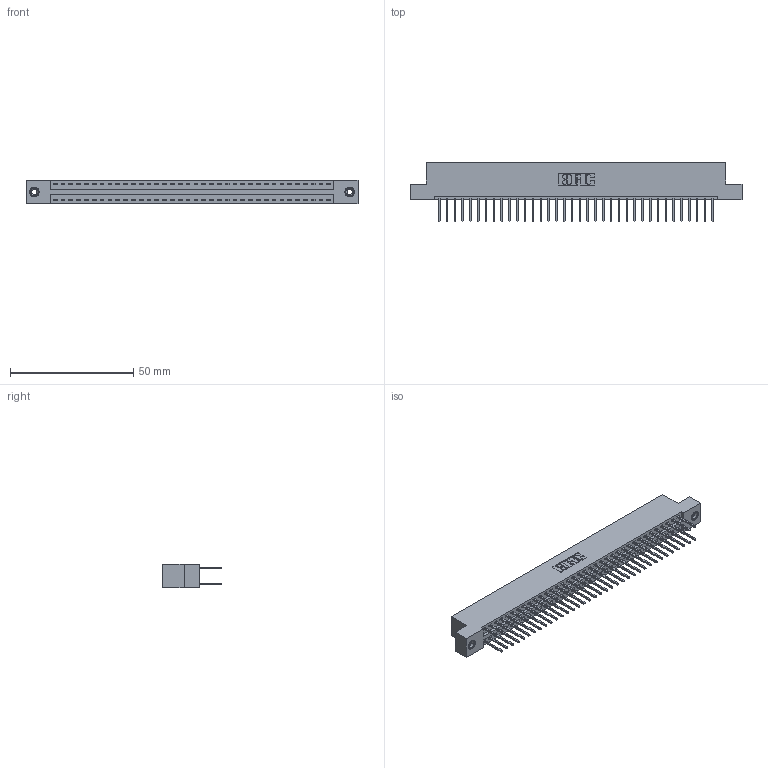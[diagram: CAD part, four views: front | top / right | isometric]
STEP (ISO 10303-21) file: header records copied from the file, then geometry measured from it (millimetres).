
FILE_DESCRIPTION (( 'STEP AP203' ), '1' );
FILE_NAME ('346-072-526-208.STEP', '2018-08-29T00:43:58', ( '' ), ( '' ), 'SwSTEP 2.0', 'SolidWorks 2016', '' );
FILE_SCHEMA (( 'CONFIG_CONTROL_DESIGN' ));
Length unit declared in the file: inch
Products named in the file (4): 346-072-526-208; 346 Part_Flush Mounting Lugs - 0.156 Dia-TI; 345-292-001_345-293-126; 345-250-001_345-250-003-102
Assembly tree (75 placements, depth 2):
  346-072-526-208
    346 Part_Flush Mounting Lugs - 0.156 Dia-TI
    345-292-001_345-293-126  x72
    345-250-001_345-250-003-102  x2
Bounding box: 134.87 x 24.13 x 9.4 mm (x, y, z)
Volume: 13216.9 mm3; surface area: 18621.6 mm2
Topology: 75 solids, 75 shells, 3926 faces, 11625 edges, 7646 vertices
Faces by surface type: plane 2628, cylinder 1282, cone 12, torus 4
Entity records: 25506 total; most frequent: CARTESIAN_POINT 4195, ORIENTED_EDGE 4122, DIRECTION 3775, EDGE_CURVE 2061, LINE 1765, VECTOR 1765, VERTEX_POINT 1368, AXIS2_PLACEMENT_3D 1005
